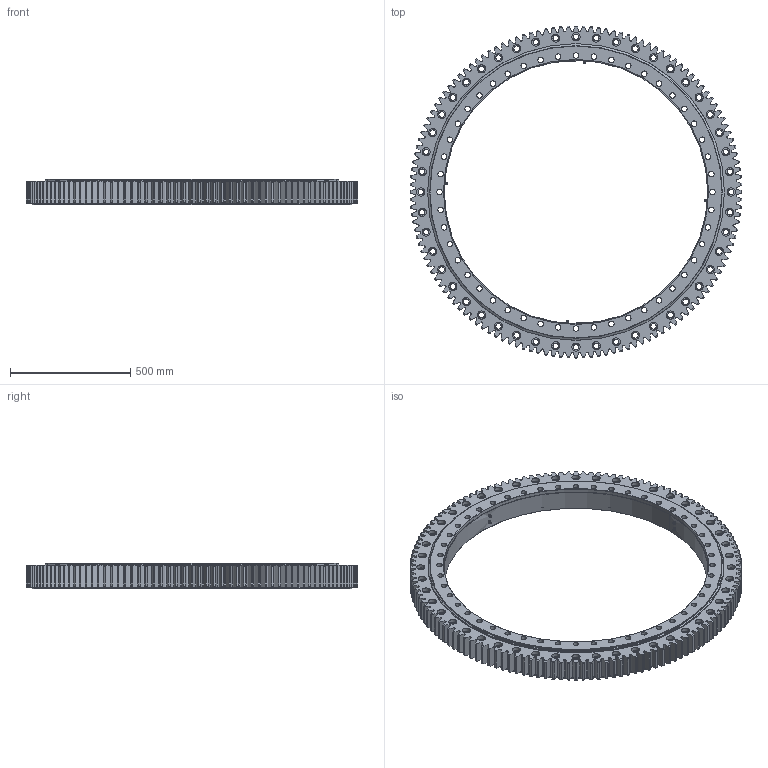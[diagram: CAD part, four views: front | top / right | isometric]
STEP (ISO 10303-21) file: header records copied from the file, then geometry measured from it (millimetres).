
FILE_DESCRIPTION (( 'STEP AP214' ), '1' );
FILE_NAME ('E.1380.2.25.20.D.6.STEP', '2018-03-22T08:20:11', ( '' ), ( '' ), 'SwSTEP 2.0', 'SolidWorks 2016', '' );
FILE_SCHEMA (( 'AUTOMOTIVE_DESIGN' ));
Length unit declared in the file: millimetre
Products named in the file (7): E.1380.2.25.20.D.6; E.1380.2.25.20.D.6 - OR Seal; E.1380.2.25.20.D.6 - OR; Ball D25; E.1380.2.25.20.D.6 - IR Seal; Grease nipple M10x1mm; E.1380.2.25.20.D.6 - IR
Assembly tree (238 placements, depth 2):
  E.1380.2.25.20.D.6
    E.1380.2.25.20.D.6 - IR
    E.1380.2.25.20.D.6 - OR
    Ball D25  x226
    E.1380.2.25.20.D.6 - IR Seal
    E.1380.2.25.20.D.6 - OR Seal
    Grease nipple M10x1mm  x8
Bounding box: 1379.99 x 1379.99 x 108 mm (x, y, z)
Volume: 41764867.5 mm3; surface area: 4527347.5 mm2
Topology: 238 solids, 238 shells, 2297 faces, 6464 edges, 4303 vertices
Faces by surface type: cylinder 599, plane 464, sphere 452, cone 430, bspline 272, torus 80
Entity records: 84675 total; most frequent: CARTESIAN_POINT 43159, ORIENTED_EDGE 8728, DIRECTION 7915, EDGE_CURVE 4364, AXIS2_PLACEMENT_3D 3101, VERTEX_POINT 2881, EDGE_LOOP 1925, VECTOR 1713
